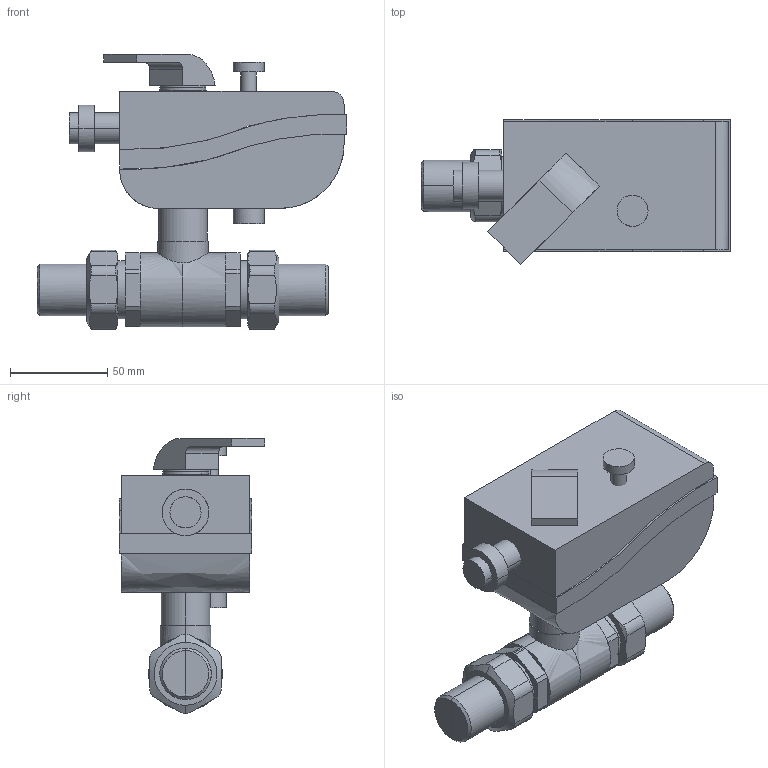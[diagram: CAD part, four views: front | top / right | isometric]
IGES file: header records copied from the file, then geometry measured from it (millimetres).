
Global section: file name: 638052 (IGS); native system: Autodesk Inventor 2017; preprocessor: unknown; author: ufftec; date: 20180720.142935; units: millimetre
Bounding box: 159.5 x 74.66 x 141.54 mm (x, y, z)
Volume: 612804.3 mm3; surface area: 97771.9 mm2
Topology: 8 solids, 8 shells, 211 faces, 471 edges, 285 vertices
Faces by surface type: bspline 211
